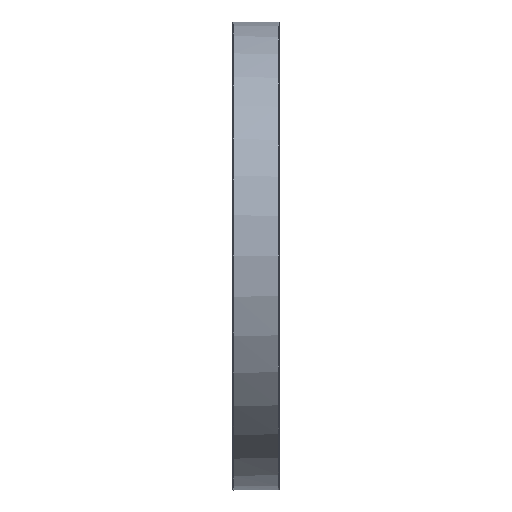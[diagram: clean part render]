
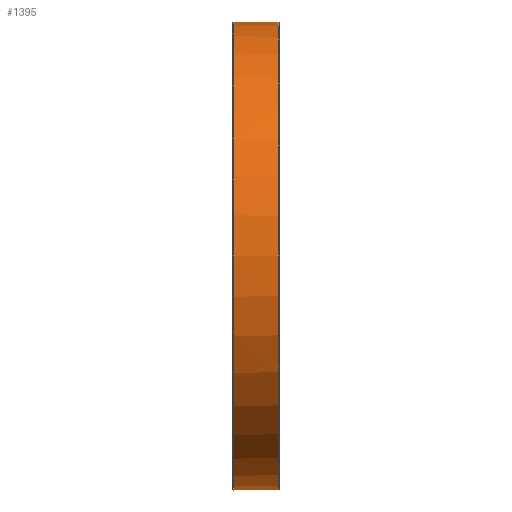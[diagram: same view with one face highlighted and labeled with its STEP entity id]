
A CAD part, front view. The second image highlights one B-rep face of the part: STEP entity #1395.
In plain terms, the highlighted cylindrical face has radius 126.5 mm (diameter 253 mm), a full revolution.
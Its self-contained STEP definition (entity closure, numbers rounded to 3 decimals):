
#817=CARTESIAN_POINT('',(24.5,-1.658,-126.489));
#818=VERTEX_POINT('',#817);
#834=CARTESIAN_POINT('',(24.5,1.658,-126.489));
#835=VERTEX_POINT('',#834);
#836=CARTESIAN_POINT('',(24.5,1.658,-126.489));
#837=CARTESIAN_POINT('',(24.327,1.397,-126.493));
#838=CARTESIAN_POINT('',(24.192,1.103,-126.496));
#839=CARTESIAN_POINT('',(24.108,0.799,-126.497));
#840=CARTESIAN_POINT('',(24.051,0.592,-126.499));
#841=CARTESIAN_POINT('',(24.017,0.38,-126.5));
#842=CARTESIAN_POINT('',(24.005,0.173,-126.5));
#843=CARTESIAN_POINT('',(23.995,-0.003,-126.5));
#844=CARTESIAN_POINT('',(24.,-0.175,-126.5));
#845=CARTESIAN_POINT('',(24.021,-0.353,-126.5));
#846=CARTESIAN_POINT('',(24.068,-0.747,-126.498));
#847=CARTESIAN_POINT('',(24.199,-1.148,-126.495));
#848=CARTESIAN_POINT('',(24.401,-1.499,-126.491));
#849=CARTESIAN_POINT('',(24.433,-1.553,-126.49));
#850=CARTESIAN_POINT('',(24.466,-1.606,-126.49));
#851=CARTESIAN_POINT('',(24.5,-1.658,-126.489));
#852=B_SPLINE_CURVE_WITH_KNOTS('',3,(#836,#837,#838,#839,#840,#841,#842,#843,#844,#845,#846,#847,#848,#849,#850,#851),.UNSPECIFIED.,.F.,.U.,(4,3,3,3,3,4),(0.284,0.374,0.435,0.487,0.602,0.62),.UNSPECIFIED.);
#853=EDGE_CURVE('',#835,#818,#852,.T.);
#1134=CARTESIAN_POINT('',(24.5,1.658,126.489));
#1135=VERTEX_POINT('',#1134);
#1136=CARTESIAN_POINT('',(24.5,0.0,0.0));
#1137=DIRECTION('',(1.0,0.0,0.0));
#1138=DIRECTION('',(0.0,-1.0,0.0));
#1139=AXIS2_PLACEMENT_3D('',#1136,#1137,#1138);
#1140=CIRCLE('',#1139,126.5);
#1141=EDGE_CURVE('',#835,#1135,#1140,.T.);
#1178=CARTESIAN_POINT('',(24.5,-1.658,126.489));
#1179=VERTEX_POINT('',#1178);
#1180=CARTESIAN_POINT('',(24.5,-1.658,126.489));
#1181=CARTESIAN_POINT('',(24.327,-1.397,126.493));
#1182=CARTESIAN_POINT('',(24.192,-1.103,126.496));
#1183=CARTESIAN_POINT('',(24.108,-0.799,126.497));
#1184=CARTESIAN_POINT('',(24.051,-0.592,126.499));
#1185=CARTESIAN_POINT('',(24.017,-0.38,126.5));
#1186=CARTESIAN_POINT('',(24.005,-0.173,126.5));
#1187=CARTESIAN_POINT('',(23.995,0.003,126.5));
#1188=CARTESIAN_POINT('',(24.,0.175,126.5));
#1189=CARTESIAN_POINT('',(24.021,0.353,126.5));
#1190=CARTESIAN_POINT('',(24.068,0.747,126.498));
#1191=CARTESIAN_POINT('',(24.199,1.148,126.495));
#1192=CARTESIAN_POINT('',(24.401,1.499,126.491));
#1193=CARTESIAN_POINT('',(24.433,1.553,126.49));
#1194=CARTESIAN_POINT('',(24.466,1.606,126.49));
#1195=CARTESIAN_POINT('',(24.5,1.658,126.489));
#1196=B_SPLINE_CURVE_WITH_KNOTS('',3,(#1180,#1181,#1182,#1183,#1184,#1185,#1186,#1187,#1188,#1189,#1190,#1191,#1192,#1193,#1194,#1195),.UNSPECIFIED.,.F.,.U.,(4,3,3,3,3,4),(0.284,0.374,0.435,0.487,0.602,0.62),.UNSPECIFIED.);
#1197=EDGE_CURVE('',#1179,#1135,#1196,.T.);
#1367=CARTESIAN_POINT('',(12.5,0.0,0.0));
#1368=DIRECTION('',(1.0,0.0,0.0));
#1369=DIRECTION('',(0.0,1.0,0.0));
#1370=AXIS2_PLACEMENT_3D('',#1367,#1368,#1369);
#1371=CYLINDRICAL_SURFACE('',#1370,126.5);
#1372=ORIENTED_EDGE('',*,*,#853,.T.);
#1373=CARTESIAN_POINT('',(24.5,0.0,0.0));
#1374=DIRECTION('',(1.0,0.0,0.0));
#1375=DIRECTION('',(0.0,-1.0,0.0));
#1376=AXIS2_PLACEMENT_3D('',#1373,#1374,#1375);
#1377=CIRCLE('',#1376,126.5);
#1378=EDGE_CURVE('',#1179,#818,#1377,.T.);
#1379=ORIENTED_EDGE('',*,*,#1378,.F.);
#1380=ORIENTED_EDGE('',*,*,#1197,.T.);
#1381=ORIENTED_EDGE('',*,*,#1141,.F.);
#1382=EDGE_LOOP('',(#1372,#1379,#1380,#1381));
#1383=FACE_OUTER_BOUND('',#1382,.T.);
#1384=CARTESIAN_POINT('',(0.5,126.5,0.));
#1385=VERTEX_POINT('',#1384);
#1386=CARTESIAN_POINT('',(0.5,0.0,0.0));
#1387=DIRECTION('',(-1.0,0.0,0.0));
#1388=DIRECTION('',(0.0,-1.0,0.0));
#1389=AXIS2_PLACEMENT_3D('',#1386,#1387,#1388);
#1390=CIRCLE('',#1389,126.5);
#1391=EDGE_CURVE('',#1385,#1385,#1390,.T.);
#1392=ORIENTED_EDGE('',*,*,#1391,.F.);
#1393=EDGE_LOOP('',(#1392));
#1394=FACE_BOUND('',#1393,.T.);
#1395=ADVANCED_FACE('',(#1383,#1394),#1371,.T.);
